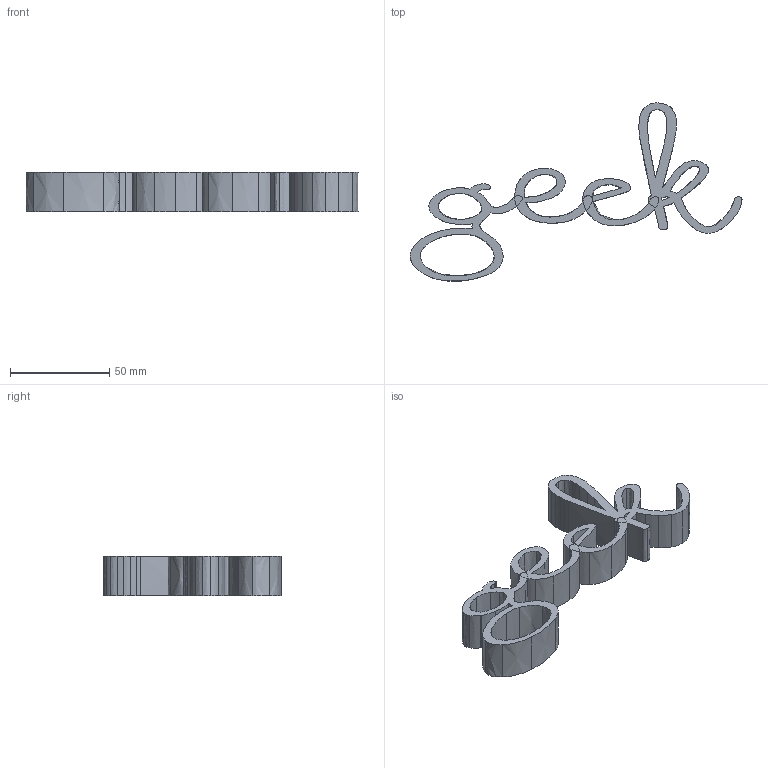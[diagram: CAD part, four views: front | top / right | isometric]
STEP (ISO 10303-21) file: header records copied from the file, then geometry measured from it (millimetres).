
FILE_DESCRIPTION(('FreeCAD Model'),'2;1');
FILE_NAME('geek.step','2016-08-16T00:46:41',( 'Author'),(''),'Open CASCADE STEP processor 6.8','FreeCAD','Unknown' );
FILE_SCHEMA(('AUTOMOTIVE_DESIGN_CC2 { 1 2 10303 214 -1 1 5 4 }'));
Length unit declared in the file: millimetre
Products named in the file (2): ASSEMBLY; geek
Assembly tree (1 placements, depth 2):
  ASSEMBLY
    geek
Bounding box: 167.58 x 89.87 x 20 mm (x, y, z)
Volume: 44439.3 mm3; surface area: 27250.8 mm2
Topology: 1 solids, 1 shells, 174 faces, 516 edges, 344 vertices
Faces by surface type: extrusion 160, plane 14
Entity records: 17254 total; most frequent: CARTESIAN_POINT 8379, ORIENTED_EDGE 1032, PCURVE 1032, DEFINITIONAL_REPRESENTATION 1032, DIRECTION 974, VECTOR 942, B_SPLINE_CURVE_WITH_KNOTS 926, LINE 782
